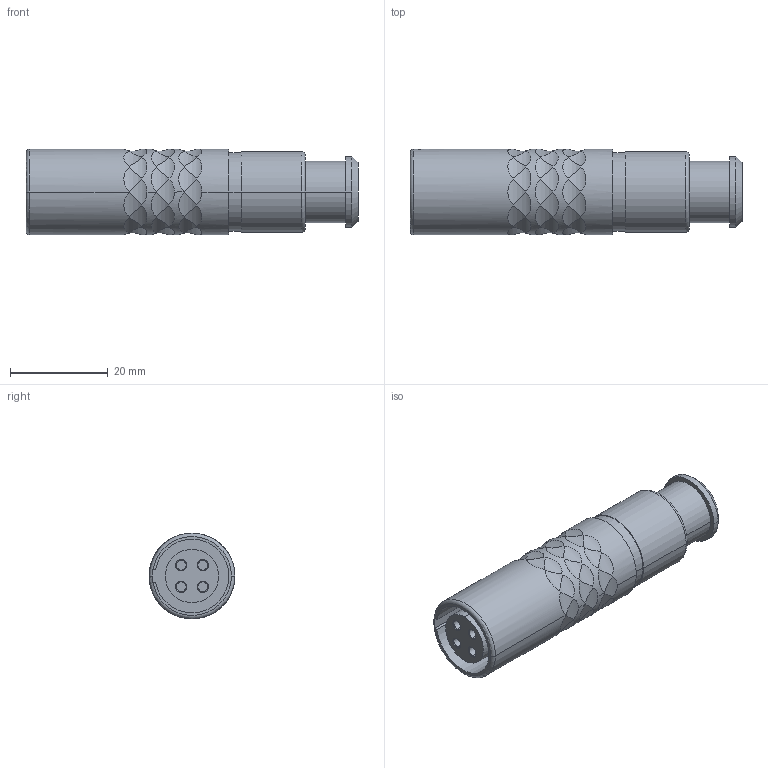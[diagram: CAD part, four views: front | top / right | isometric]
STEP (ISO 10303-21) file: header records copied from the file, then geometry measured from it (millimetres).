
FILE_DESCRIPTION((''),'2;1');
FILE_NAME('K23L0C-P04L','2013-02-04T',('RTrager'),(''),'PRO/ENGINEER BY PARAMETRIC TECHNOLOGY CORPORATION, 2010330','PRO/ENGINEER BY PARAMETRIC TECHNOLOGY CORPORATION, 2010330','');
FILE_SCHEMA(('CONFIG_CONTROL_DESIGN'));
Length unit declared in the file: millimetre
Products named in the file (1): K23L0C-P04L
Bounding box: 67.8 x 17.5 x 17.5 mm (x, y, z)
Volume: 9495.6 mm3; surface area: 7068.2 mm2
Topology: 1 solids, 1 shells, 171 faces, 441 edges, 288 vertices
Faces by surface type: cylinder 119, plane 29, cone 10, torus 8, bspline 5
Entity records: 8133 total; most frequent: CARTESIAN_POINT 4260, ORIENTED_EDGE 882, DIRECTION 673, EDGE_CURVE 441, VERTEX_POINT 288, AXIS2_PLACEMENT_3D 287, B_SPLINE_CURVE_WITH_KNOTS 221, EDGE_LOOP 187
